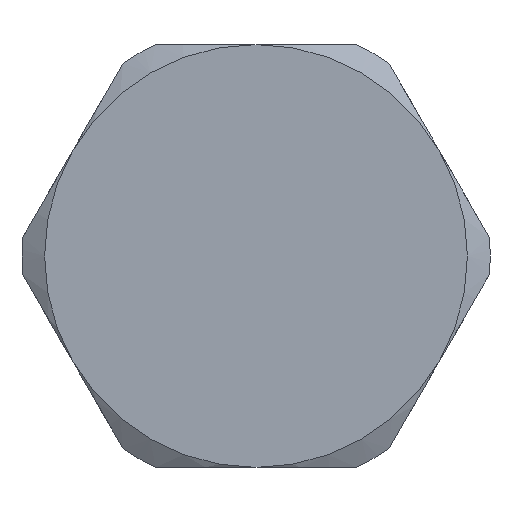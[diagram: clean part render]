
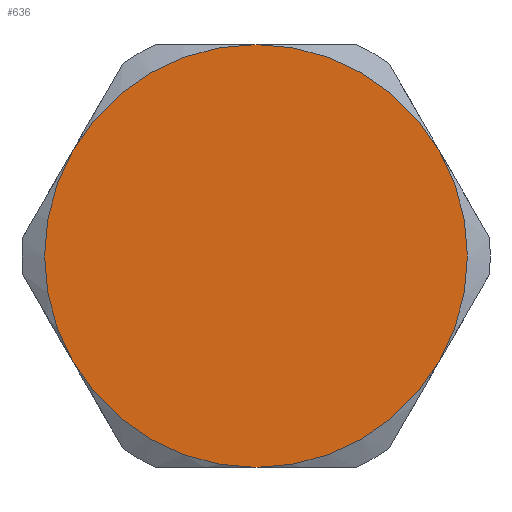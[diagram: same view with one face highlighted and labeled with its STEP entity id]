
A CAD part, left-side view. The second image highlights one B-rep face of the part: STEP entity #636.
In plain terms, the highlighted planar face has unit normal (-1, 0, 0).
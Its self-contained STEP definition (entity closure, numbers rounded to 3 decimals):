
#128 = DIRECTION ( 'NONE',  ( 1., 0., 0. ) ) ;
#163 = CIRCLE ( 'NONE', #1381, 11.11 ) ;
#241 = ORIENTED_EDGE ( 'NONE', *, *, #361, .T. ) ;
#273 = EDGE_CURVE ( 'NONE', #3807, #2088, #4249, .T. ) ;
#274 = CARTESIAN_POINT ( 'NONE',  ( 0., 9.622, 5.555 ) ) ;
#278 = AXIS2_PLACEMENT_3D ( 'NONE', #6006, #4207, #4403 ) ;
#335 = EDGE_CURVE ( 'NONE', #3659, #3807, #2885, .T. ) ;
#343 = CARTESIAN_POINT ( 'NONE',  ( 0., 0., 0. ) ) ;
#361 = EDGE_CURVE ( 'NONE', #1989, #2681, #163, .T. ) ;
#565 = AXIS2_PLACEMENT_3D ( 'NONE', #2261, #6082, #3646 ) ;
#570 = ORIENTED_EDGE ( 'NONE', *, *, #273, .T. ) ;
#636 = ADVANCED_FACE ( 'NONE', ( #4987 ), #4903, .F. ) ;
#650 = ORIENTED_EDGE ( 'NONE', *, *, #3843, .T. ) ;
#780 = ORIENTED_EDGE ( 'NONE', *, *, #1070, .T. ) ;
#820 = DIRECTION ( 'NONE',  ( 0., 0., 1. ) ) ;
#851 = CARTESIAN_POINT ( 'NONE',  ( 0., 0., 0. ) ) ;
#1070 = EDGE_CURVE ( 'NONE', #2466, #1989, #5431, .T. ) ;
#1265 = DIRECTION ( 'NONE',  ( -1., 0., 0. ) ) ;
#1332 = DIRECTION ( 'NONE',  ( -1., 0., 0. ) ) ;
#1381 = AXIS2_PLACEMENT_3D ( 'NONE', #2771, #5718, #2352 ) ;
#1447 = AXIS2_PLACEMENT_3D ( 'NONE', #851, #1265, #6077 ) ;
#1989 = VERTEX_POINT ( 'NONE', #274 ) ;
#2043 = CARTESIAN_POINT ( 'NONE',  ( 0., 12.829, 0. ) ) ;
#2088 = VERTEX_POINT ( 'NONE', #6147 ) ;
#2261 = CARTESIAN_POINT ( 'NONE',  ( 0., 0., 0. ) ) ;
#2352 = DIRECTION ( 'NONE',  ( 0., 0., 1. ) ) ;
#2406 = CARTESIAN_POINT ( 'NONE',  ( 0., 9.622, -5.555 ) ) ;
#2452 = ORIENTED_EDGE ( 'NONE', *, *, #3769, .T. ) ;
#2466 = VERTEX_POINT ( 'NONE', #3636 ) ;
#2681 = VERTEX_POINT ( 'NONE', #2406 ) ;
#2715 = CARTESIAN_POINT ( 'NONE',  ( 0., 0., -11.11 ) ) ;
#2771 = CARTESIAN_POINT ( 'NONE',  ( 0., 0., 0. ) ) ;
#2885 = CIRCLE ( 'NONE', #5354, 11.11 ) ;
#2978 = AXIS2_PLACEMENT_3D ( 'NONE', #2043, #128, #3424 ) ;
#3023 = AXIS2_PLACEMENT_3D ( 'NONE', #343, #3645, #820 ) ;
#3424 = DIRECTION ( 'NONE',  ( 0., 0., -1. ) ) ;
#3572 = EDGE_LOOP ( 'NONE', ( #650, #5865, #570, #2452, #780, #241 ) ) ;
#3636 = CARTESIAN_POINT ( 'NONE',  ( 0., 0., 11.11 ) ) ;
#3645 = DIRECTION ( 'NONE',  ( -1., 0., 0. ) ) ;
#3646 = DIRECTION ( 'NONE',  ( 0., 0., 1. ) ) ;
#3659 = VERTEX_POINT ( 'NONE', #2715 ) ;
#3695 = CIRCLE ( 'NONE', #565, 11.11 ) ;
#3769 = EDGE_CURVE ( 'NONE', #2088, #2466, #4389, .T. ) ;
#3807 = VERTEX_POINT ( 'NONE', #5617 ) ;
#3843 = EDGE_CURVE ( 'NONE', #2681, #3659, #3695, .T. ) ;
#4171 = CARTESIAN_POINT ( 'NONE',  ( 0., 0., 0. ) ) ;
#4207 = DIRECTION ( 'NONE',  ( -1., 0., 0. ) ) ;
#4249 = CIRCLE ( 'NONE', #1447, 11.11 ) ;
#4389 = CIRCLE ( 'NONE', #278, 11.11 ) ;
#4403 = DIRECTION ( 'NONE',  ( 0., 0., 1. ) ) ;
#4903 = PLANE ( 'NONE',  #2978 ) ;
#4987 = FACE_OUTER_BOUND ( 'NONE', #3572, .T. ) ;
#5135 = DIRECTION ( 'NONE',  ( 0., 0., 1. ) ) ;
#5354 = AXIS2_PLACEMENT_3D ( 'NONE', #4171, #1332, #5135 ) ;
#5431 = CIRCLE ( 'NONE', #3023, 11.11 ) ;
#5617 = CARTESIAN_POINT ( 'NONE',  ( 0., -9.622, -5.555 ) ) ;
#5718 = DIRECTION ( 'NONE',  ( -1., 0., 0. ) ) ;
#5865 = ORIENTED_EDGE ( 'NONE', *, *, #335, .T. ) ;
#6006 = CARTESIAN_POINT ( 'NONE',  ( 0., 0., 0. ) ) ;
#6077 = DIRECTION ( 'NONE',  ( 0., 0., 1. ) ) ;
#6082 = DIRECTION ( 'NONE',  ( -1., 0., 0. ) ) ;
#6147 = CARTESIAN_POINT ( 'NONE',  ( 0., -9.622, 5.555 ) ) ;
